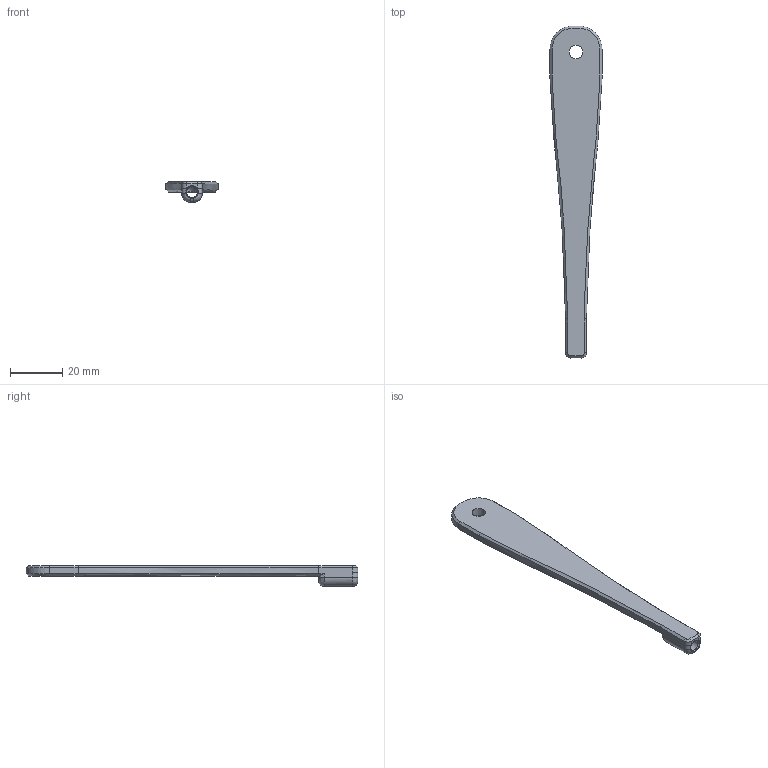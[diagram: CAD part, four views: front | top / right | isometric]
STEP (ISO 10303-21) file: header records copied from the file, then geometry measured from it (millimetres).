
FILE_DESCRIPTION(/* description */ (''),/* implementation_level */ '2;1');
FILE_NAME(/* name */ 'Long Arm.step',/* time_stamp */ '2022-09-03T19:53:20+10:00',/* author */ (''),/* organization */ (''),/* preprocessor_version */ 'ST-DEVELOPER v19',/* originating_system */ 'Autodesk Translation Framework v11.7.0.108',/* authorisation */ '');
FILE_SCHEMA (('AUTOMOTIVE_DESIGN { 1 0 10303 214 3 1 1 }'));
Length unit declared in the file: millimetre
Products named in the file (1): Long Arm
Bounding box: 20 x 127.5 x 8 mm (x, y, z)
Volume: 6628.5 mm3; surface area: 4581 mm2
Topology: 1 solids, 1 shells, 55 faces, 135 edges, 80 vertices
Faces by surface type: plane 21, bspline 14, cylinder 11, cone 9
Full cylindrical faces by diameter (mm): 4.1 x1, 5.2 x1
Entity records: 2531 total; most frequent: CARTESIAN_POINT 1289, ORIENTED_EDGE 270, DIRECTION 221, EDGE_CURVE 135, VERTEX_POINT 80, AXIS2_PLACEMENT_3D 77, LINE 67, VECTOR 67
